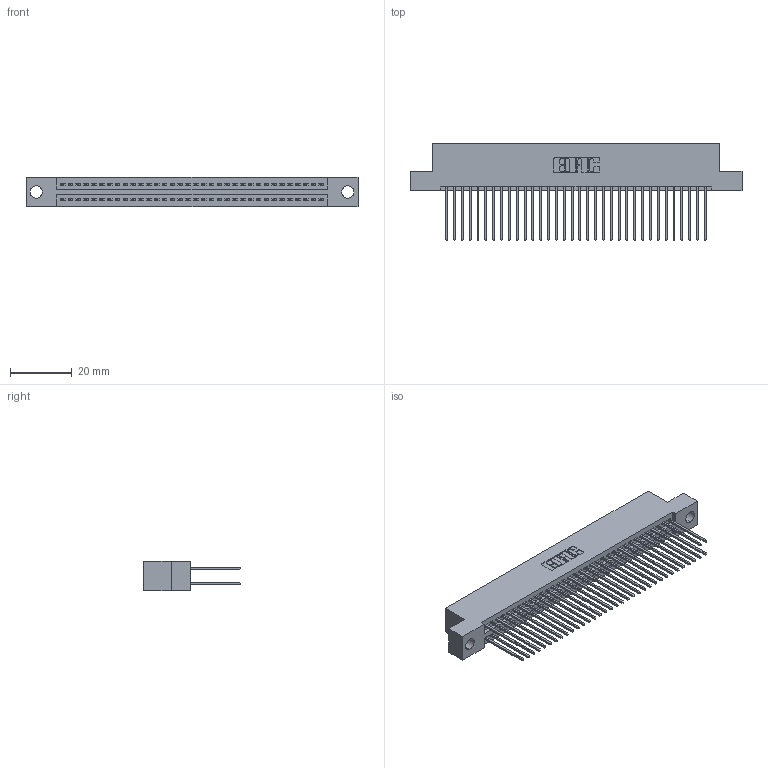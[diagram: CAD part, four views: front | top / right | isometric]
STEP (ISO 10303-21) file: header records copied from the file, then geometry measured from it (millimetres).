
FILE_DESCRIPTION (( 'STEP AP203' ), '1' );
FILE_NAME ('345-068-542-204.STEP', '2021-05-20T07:47:15', ( '' ), ( '' ), 'SwSTEP 2.0', 'SolidWorks 2020', '' );
FILE_SCHEMA (( 'CONFIG_CONTROL_DESIGN' ));
Length unit declared in the file: inch
Products named in the file (3): 345-292-001_345-293-142; 345-068-542-204; 345 Part_Flush Mounting Lugs - 0.156 Dia-TI
Assembly tree (69 placements, depth 2):
  345-068-542-204
    345 Part_Flush Mounting Lugs - 0.156 Dia-TI
    345-292-001_345-293-142  x68
Bounding box: 107.57 x 31.29 x 9.4 mm (x, y, z)
Volume: 10586.1 mm3; surface area: 16826.1 mm2
Topology: 69 solids, 69 shells, 3540 faces, 10509 edges, 6914 vertices
Faces by surface type: plane 2338, cylinder 1202
Entity records: 28191 total; most frequent: CARTESIAN_POINT 4738, ORIENTED_EDGE 4670, DIRECTION 4187, EDGE_CURVE 2335, LINE 2067, VECTOR 2067, VERTEX_POINT 1554, AXIS2_PLACEMENT_3D 1060
